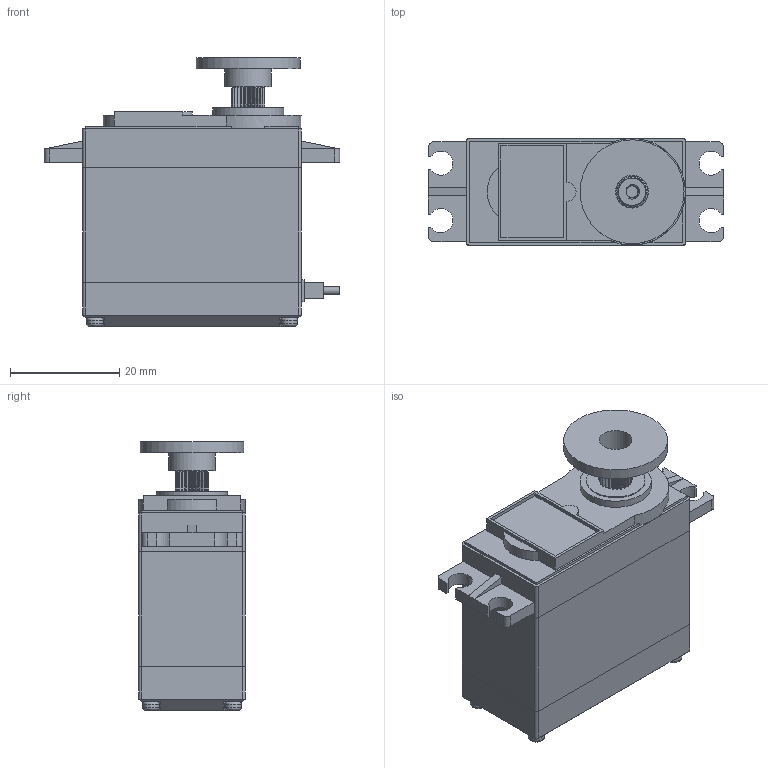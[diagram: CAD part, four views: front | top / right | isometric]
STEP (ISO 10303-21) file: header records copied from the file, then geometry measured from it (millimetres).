
FILE_DESCRIPTION(/* description */ (''),/* implementation_level */ '2;1');
FILE_NAME(/* name */ 'Montage.step',/* time_stamp */ '2024-02-01T16:22:39+01:00',/* author */ (''),/* organization */ (''),/* preprocessor_version */ 'ST-DEVELOPER v20',/* originating_system */ 'Autodesk Translation Framework v12.14.0.127',/* authorisation */ '');
FILE_SCHEMA (('AUTOMOTIVE_DESIGN { 1 0 10303 214 3 1 1 }'));
Length unit declared in the file: millimetre
Products named in the file (4): Montage; mg996r; Spur Gear (25 teeth); servo-conector
Assembly tree (3 placements, depth 3):
  Montage
    mg996r
      Spur Gear (25 teeth)
    servo-conector
Bounding box: 54 x 19.5 x 49.05 mm (x, y, z)
Volume: 30882.5 mm3; surface area: 11131.1 mm2
Topology: 13 solids, 13 shells, 427 faces, 1137 edges, 749 vertices
Faces by surface type: plane 229, cylinder 113, bspline 52, cone 25, torus 8
Full cylindrical faces by diameter (mm): 1.45 x3, 2.175 x8, 2.675 x8, 3 x4, 6 x1, 8.5 x1, 10.75 x1, 13 x1, 19 x1
Entity records: 30861 total; most frequent: CARTESIAN_POINT 20357, ORIENTED_EDGE 2274, DIRECTION 1981, EDGE_CURVE 1137, VERTEX_POINT 749, LINE 711, VECTOR 711, AXIS2_PLACEMENT_3D 635
